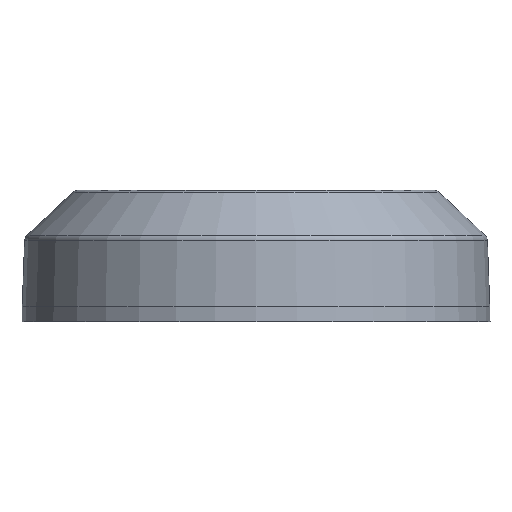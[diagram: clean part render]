
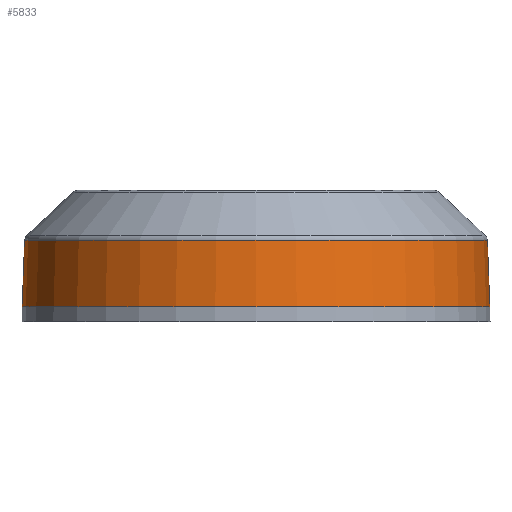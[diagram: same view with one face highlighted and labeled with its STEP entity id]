
A CAD part, front view. The second image highlights one B-rep face of the part: STEP entity #5833.
In plain terms, the highlighted conical face has half-angle 2 degrees and reference radius 31.679 mm.
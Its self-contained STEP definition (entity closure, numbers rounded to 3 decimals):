
#205 = CIRCLE ( 'NONE', #4260, 31.365 ) ;
#438 = EDGE_CURVE ( 'NONE', #11806, #3324, #205, .T. ) ;
#454 = EDGE_LOOP ( 'NONE', ( #10309, #7310, #8347, #11112 ) ) ;
#472 = VECTOR ( 'NONE', #1348, 1000. ) ;
#1008 = CARTESIAN_POINT ( 'NONE',  ( -31.679, 0., 2.032 ) ) ;
#1043 = DIRECTION ( 'NONE',  ( 0., 0., 1. ) ) ;
#1348 = DIRECTION ( 'NONE',  ( -0.035, 0., -0.999 ) ) ;
#1525 = LINE ( 'NONE', #1008, #472 ) ;
#1878 = CARTESIAN_POINT ( 'NONE',  ( 31.679, 0., 2.032 ) ) ;
#1952 = VERTEX_POINT ( 'NONE', #8594 ) ;
#3003 = DIRECTION ( 'NONE',  ( 1., 0., 0. ) ) ;
#3324 = VERTEX_POINT ( 'NONE', #6558 ) ;
#4161 = DIRECTION ( 'NONE',  ( -1., 0., 0. ) ) ;
#4260 = AXIS2_PLACEMENT_3D ( 'NONE', #11039, #5308, #3003 ) ;
#5308 = DIRECTION ( 'NONE',  ( 0., 0., -1. ) ) ;
#5354 = DIRECTION ( 'NONE',  ( 0.035, 0., -0.999 ) ) ;
#5833 = ADVANCED_FACE ( 'NONE', ( #7641 ), #6746, .T. ) ;
#6558 = CARTESIAN_POINT ( 'NONE',  ( -31.365, 0., 11.02 ) ) ;
#6746 = CONICAL_SURFACE ( 'NONE', #9770, 31.679, 0.035 ) ;
#6784 = CARTESIAN_POINT ( 'NONE',  ( 31.365, 0., 11.02 ) ) ;
#7310 = ORIENTED_EDGE ( 'NONE', *, *, #438, .T. ) ;
#7641 = FACE_OUTER_BOUND ( 'NONE', #454, .T. ) ;
#7872 = DIRECTION ( 'NONE',  ( 1., 0., 0. ) ) ;
#8103 = CARTESIAN_POINT ( 'NONE',  ( 31.679, 0., 2.032 ) ) ;
#8275 = VECTOR ( 'NONE', #5354, 1000. ) ;
#8347 = ORIENTED_EDGE ( 'NONE', *, *, #9517, .T. ) ;
#8501 = CARTESIAN_POINT ( 'NONE',  ( 0., 0., 2.032 ) ) ;
#8594 = CARTESIAN_POINT ( 'NONE',  ( -31.679, 0., 2.032 ) ) ;
#8627 = LINE ( 'NONE', #1878, #8275 ) ;
#9015 = CARTESIAN_POINT ( 'NONE',  ( 0., 0., 2.032 ) ) ;
#9504 = AXIS2_PLACEMENT_3D ( 'NONE', #9015, #1043, #7872 ) ;
#9517 = EDGE_CURVE ( 'NONE', #3324, #1952, #1525, .T. ) ;
#9770 = AXIS2_PLACEMENT_3D ( 'NONE', #8501, #14483, #4161 ) ;
#10106 = VERTEX_POINT ( 'NONE', #8103 ) ;
#10309 = ORIENTED_EDGE ( 'NONE', *, *, #13151, .F. ) ;
#11039 = CARTESIAN_POINT ( 'NONE',  ( 0., 0., 11.02 ) ) ;
#11112 = ORIENTED_EDGE ( 'NONE', *, *, #13809, .T. ) ;
#11769 = CIRCLE ( 'NONE', #9504, 31.679 ) ;
#11806 = VERTEX_POINT ( 'NONE', #6784 ) ;
#13151 = EDGE_CURVE ( 'NONE', #11806, #10106, #8627, .T. ) ;
#13809 = EDGE_CURVE ( 'NONE', #1952, #10106, #11769, .T. ) ;
#14483 = DIRECTION ( 'NONE',  ( 0., 0., -1. ) ) ;
